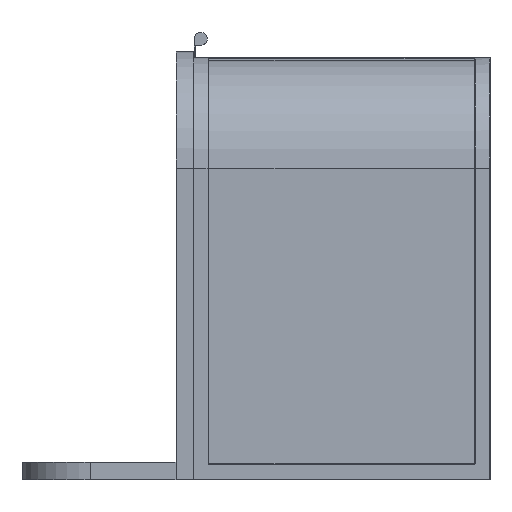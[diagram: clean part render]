
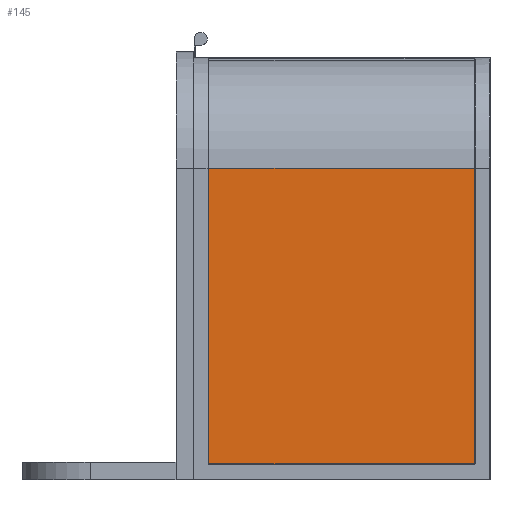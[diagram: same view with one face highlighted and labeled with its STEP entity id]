
A CAD part, left-side view. The second image highlights one B-rep face of the part: STEP entity #145.
In plain terms, the highlighted planar face has unit normal (-1, 0, 0).
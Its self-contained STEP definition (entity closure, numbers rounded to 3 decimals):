
#94 = EDGE_CURVE ( 'NONE', #3168, #1675, #572, .T. ) ;
#145 = ADVANCED_FACE ( 'NONE', ( #1202 ), #3502, .F. ) ;
#218 = VERTEX_POINT ( 'NONE', #3598 ) ;
#281 = CARTESIAN_POINT ( 'NONE',  ( -143., 18.5, -129. ) ) ;
#395 = LINE ( 'NONE', #3541, #2635 ) ;
#572 = LINE ( 'NONE', #1750, #2601 ) ;
#608 = LINE ( 'NONE', #1204, #1790 ) ;
#1107 = EDGE_LOOP ( 'NONE', ( #2592, #3700, #1873, #1833 ) ) ;
#1202 = FACE_OUTER_BOUND ( 'NONE', #1107, .T. ) ;
#1204 = CARTESIAN_POINT ( 'NONE',  ( -143., 18., -474.5 ) ) ;
#1270 = EDGE_CURVE ( 'NONE', #2281, #218, #2339, .T. ) ;
#1482 = CARTESIAN_POINT ( 'NONE',  ( -143., 18.5, -474.5 ) ) ;
#1557 = DIRECTION ( 'NONE',  ( 0., -1., 0. ) ) ;
#1574 = DIRECTION ( 'NONE',  ( 0., -1., 0. ) ) ;
#1675 = VERTEX_POINT ( 'NONE', #281 ) ;
#1750 = CARTESIAN_POINT ( 'NONE',  ( -143., 18.5, -475. ) ) ;
#1790 = VECTOR ( 'NONE', #1557, 1000. ) ;
#1833 = ORIENTED_EDGE ( 'NONE', *, *, #94, .T. ) ;
#1873 = ORIENTED_EDGE ( 'NONE', *, *, #3392, .T. ) ;
#2116 = VECTOR ( 'NONE', #2619, 1000. ) ;
#2206 = EDGE_CURVE ( 'NONE', #2281, #1675, #395, .T. ) ;
#2281 = VERTEX_POINT ( 'NONE', #3691 ) ;
#2320 = DIRECTION ( 'NONE',  ( 0., 0., 1. ) ) ;
#2339 = LINE ( 'NONE', #2370, #2116 ) ;
#2370 = CARTESIAN_POINT ( 'NONE',  ( -143., 328.5, -475. ) ) ;
#2371 = CARTESIAN_POINT ( 'NONE',  ( -143., 838.94, -475. ) ) ;
#2592 = ORIENTED_EDGE ( 'NONE', *, *, #2206, .F. ) ;
#2601 = VECTOR ( 'NONE', #2320, 1000. ) ;
#2619 = DIRECTION ( 'NONE',  ( 0., 0., -1. ) ) ;
#2635 = VECTOR ( 'NONE', #1574, 1000. ) ;
#2867 = DIRECTION ( 'NONE',  ( 1., 0., 0. ) ) ;
#2938 = DIRECTION ( 'NONE',  ( 0., 0., -1. ) ) ;
#3168 = VERTEX_POINT ( 'NONE', #1482 ) ;
#3392 = EDGE_CURVE ( 'NONE', #218, #3168, #608, .T. ) ;
#3502 = PLANE ( 'NONE',  #3566 ) ;
#3541 = CARTESIAN_POINT ( 'NONE',  ( -143., 838.94, -129. ) ) ;
#3566 = AXIS2_PLACEMENT_3D ( 'NONE', #2371, #2867, #2938 ) ;
#3598 = CARTESIAN_POINT ( 'NONE',  ( -143., 328.5, -474.5 ) ) ;
#3691 = CARTESIAN_POINT ( 'NONE',  ( -143., 328.5, -129. ) ) ;
#3700 = ORIENTED_EDGE ( 'NONE', *, *, #1270, .T. ) ;
